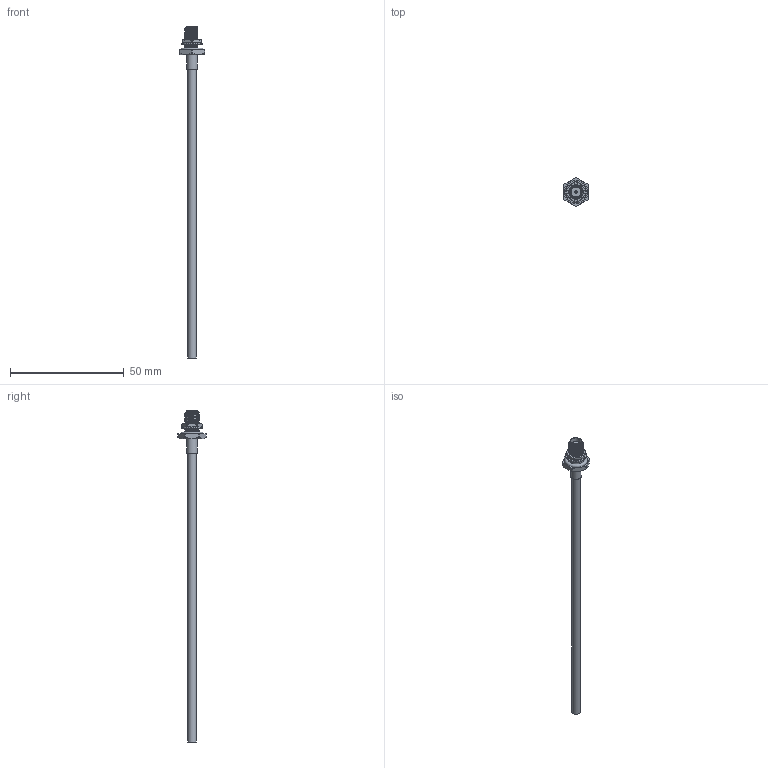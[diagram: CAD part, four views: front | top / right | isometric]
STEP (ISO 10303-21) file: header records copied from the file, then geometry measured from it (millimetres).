
FILE_DESCRIPTION (( 'STEP AP203' ), '1' );
FILE_NAME ('PE3C8354_3D.step', '2022-02-09T16:51:03', ( '' ), ( '' ), 'SwSTEP 2.0', 'SolidWorks 2021', '' );
FILE_SCHEMA (( 'CONFIG_CONTROL_DESIGN' ));
Length unit declared in the file: inch
Products named in the file (3): PE3C8354_3D; PE45554^PE3C8354; PE-SR402TN^PE3C8354_PE-SR402FL
Assembly tree (2 placements, depth 2):
  PE3C8354_3D
    PE-SR402TN^PE3C8354_PE-SR402FL
    PE45554^PE3C8354
Bounding box: 11 x 12.53 x 146 mm (x, y, z)
Volume: 1836.9 mm3; surface area: 2575 mm2
Topology: 5 solids, 5 shells, 194 faces, 557 edges, 378 vertices
Faces by surface type: bspline 82, cylinder 45, plane 42, cone 24, torus 1
Full cylindrical faces by diameter (mm): 0.94 x1, 1.194 x1, 3.581 x1, 3.7 x1, 4.572 x1, 4.699 x1, 6.35 x1, 9.398 x1, 10.396 x1
Entity records: 21171 total; most frequent: CARTESIAN_POINT 16738, ORIENTED_EDGE 1080, DIRECTION 560, EDGE_CURVE 540, VERTEX_POINT 374, B_SPLINE_CURVE_WITH_KNOTS 249, AXIS2_PLACEMENT_3D 230, EDGE_LOOP 216
